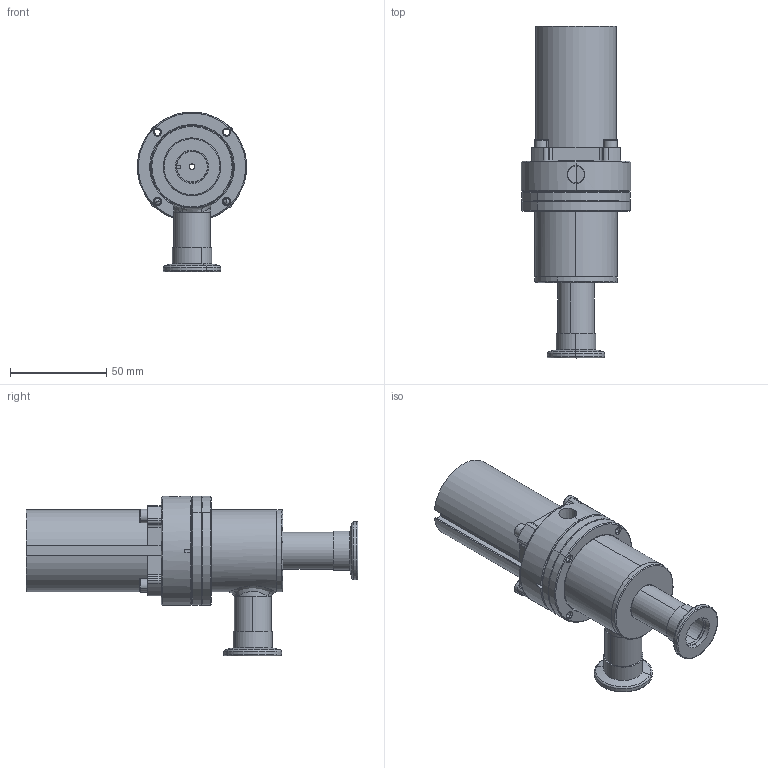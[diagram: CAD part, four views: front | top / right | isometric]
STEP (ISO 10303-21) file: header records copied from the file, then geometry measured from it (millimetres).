
FILE_DESCRIPTION (( 'STEP AP214' ), '1' );
FILE_NAME ('300109110016.STEP', '2021-03-04T08:45:58', ( 'admin' ), ( '' ), 'SwSTEP 2.0', 'SolidWorks 2018', '' );
FILE_SCHEMA (( 'AUTOMOTIVE_DESIGN' ));
Length unit declared in the file: millimetre
Products named in the file (1): 300109110016
Bounding box: 56.8 x 172.3 x 83 mm (x, y, z)
Surface area: 43439.7 mm2 (no closed solid volume)
Topology: 0 solids, 19 shells, 263 faces, 719 edges, 482 vertices
Faces by surface type: plane 114, cylinder 80, cone 31, torus 26, bspline 12
Entity records: 11848 total; most frequent: CARTESIAN_POINT 2545, DIRECTION 1495, ORIENTED_EDGE 1289, EDGE_CURVE 715, AXIS2_PLACEMENT_3D 563, VERTEX_POINT 482, LINE 369, VECTOR 369
